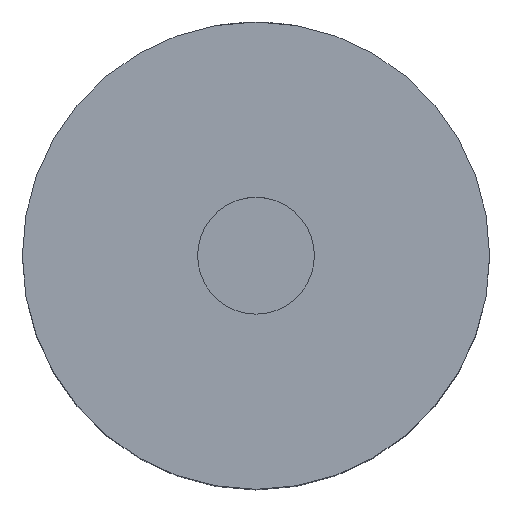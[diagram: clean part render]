
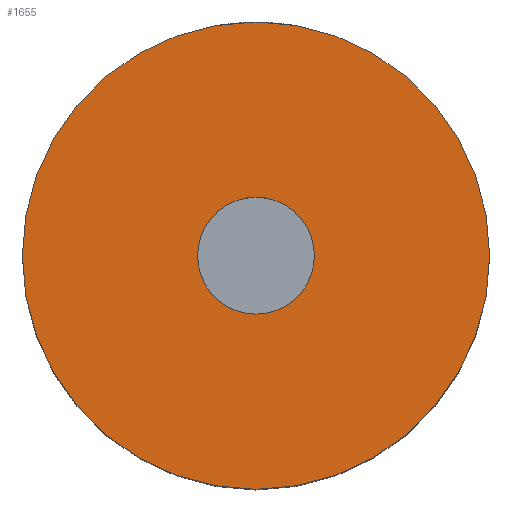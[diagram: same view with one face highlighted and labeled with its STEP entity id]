
A CAD part, top view. The second image highlights one B-rep face of the part: STEP entity #1655.
In plain terms, the highlighted planar face has unit normal (0, 0, 1).
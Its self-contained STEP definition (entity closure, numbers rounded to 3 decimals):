
#272 = CYLINDRICAL_SURFACE('',#273,6.);
#273 = AXIS2_PLACEMENT_3D('',#274,#275,#276);
#274 = CARTESIAN_POINT('',(0.,0.,0.));
#275 = DIRECTION('',(0.,0.,-1.));
#276 = DIRECTION('',(1.,0.,0.));
#324 = VERTEX_POINT('',#325);
#325 = CARTESIAN_POINT('',(6.,0.,10.));
#346 = EDGE_CURVE('',#324,#324,#347,.T.);
#347 = SURFACE_CURVE('',#348,(#353,#360),.PCURVE_S1.);
#348 = CIRCLE('',#349,6.);
#349 = AXIS2_PLACEMENT_3D('',#350,#351,#352);
#350 = CARTESIAN_POINT('',(0.,0.,10.));
#351 = DIRECTION('',(0.,0.,1.));
#352 = DIRECTION('',(1.,0.,0.));
#353 = PCURVE('',#272,#354);
#354 = DEFINITIONAL_REPRESENTATION('',(#355),#359);
#355 = LINE('',#356,#357);
#356 = CARTESIAN_POINT('',(0.,-10.));
#357 = VECTOR('',#358,1.);
#358 = DIRECTION('',(-1.,0.));
#359 = ( GEOMETRIC_REPRESENTATION_CONTEXT(2) 
PARAMETRIC_REPRESENTATION_CONTEXT() REPRESENTATION_CONTEXT('2D SPACE',''
  ) );
#360 = PCURVE('',#361,#366);
#361 = PLANE('',#362);
#362 = AXIS2_PLACEMENT_3D('',#363,#364,#365);
#363 = CARTESIAN_POINT('',(6.,0.,10.));
#364 = DIRECTION('',(0.,0.,-1.));
#365 = DIRECTION('',(-1.,0.,0.));
#366 = DEFINITIONAL_REPRESENTATION('',(#367),#375);
#367 = ( BOUNDED_CURVE() B_SPLINE_CURVE(2,(#368,#369,#370,#371,#372,#373
,#374),.UNSPECIFIED.,.F.,.F.) B_SPLINE_CURVE_WITH_KNOTS((1,2,2,2,2,1),(
    -2.094,0.,2.094,4.189,6.283,
8.378),.UNSPECIFIED.) CURVE() GEOMETRIC_REPRESENTATION_ITEM() 
RATIONAL_B_SPLINE_CURVE((1.,0.5,1.,0.5,1.,0.5,1.)) REPRESENTATION_ITEM(
  '') );
#368 = CARTESIAN_POINT('',(0.,0.));
#369 = CARTESIAN_POINT('',(0.,10.392));
#370 = CARTESIAN_POINT('',(9.,5.196));
#371 = CARTESIAN_POINT('',(18.,0.));
#372 = CARTESIAN_POINT('',(9.,-5.196));
#373 = CARTESIAN_POINT('',(0.,-10.392));
#374 = CARTESIAN_POINT('',(0.,0.));
#375 = ( GEOMETRIC_REPRESENTATION_CONTEXT(2) 
PARAMETRIC_REPRESENTATION_CONTEXT() REPRESENTATION_CONTEXT('2D SPACE',''
  ) );
#1655 = ADVANCED_FACE('',(#1656,#1659),#361,.F.);
#1656 = FACE_BOUND('',#1657,.F.);
#1657 = EDGE_LOOP('',(#1658));
#1658 = ORIENTED_EDGE('',*,*,#346,.F.);
#1659 = FACE_BOUND('',#1660,.F.);
#1660 = EDGE_LOOP('',(#1661));
#1661 = ORIENTED_EDGE('',*,*,#1662,.T.);
#1662 = EDGE_CURVE('',#1663,#1663,#1665,.T.);
#1663 = VERTEX_POINT('',#1664);
#1664 = CARTESIAN_POINT('',(1.5,0.,10.));
#1665 = SURFACE_CURVE('',#1666,(#1671,#1682),.PCURVE_S1.);
#1666 = CIRCLE('',#1667,1.5);
#1667 = AXIS2_PLACEMENT_3D('',#1668,#1669,#1670);
#1668 = CARTESIAN_POINT('',(0.,0.,10.));
#1669 = DIRECTION('',(0.,0.,1.));
#1670 = DIRECTION('',(1.,0.,0.));
#1671 = PCURVE('',#361,#1672);
#1672 = DEFINITIONAL_REPRESENTATION('',(#1673),#1681);
#1673 = ( BOUNDED_CURVE() B_SPLINE_CURVE(2,(#1674,#1675,#1676,#1677,
#1678,#1679,#1680),.UNSPECIFIED.,.T.,.F.) B_SPLINE_CURVE_WITH_KNOTS((1,2
    ,2,2,2,1),(-2.094,0.,2.094,4.189,
6.283,8.378),.UNSPECIFIED.) CURVE() 
GEOMETRIC_REPRESENTATION_ITEM() RATIONAL_B_SPLINE_CURVE((1.,0.5,1.,0.5,
1.,0.5,1.)) REPRESENTATION_ITEM('') );
#1674 = CARTESIAN_POINT('',(4.5,0.));
#1675 = CARTESIAN_POINT('',(4.5,2.598));
#1676 = CARTESIAN_POINT('',(6.75,1.299));
#1677 = CARTESIAN_POINT('',(9.,0.));
#1678 = CARTESIAN_POINT('',(6.75,-1.299));
#1679 = CARTESIAN_POINT('',(4.5,-2.598));
#1680 = CARTESIAN_POINT('',(4.5,0.));
#1681 = ( GEOMETRIC_REPRESENTATION_CONTEXT(2) 
PARAMETRIC_REPRESENTATION_CONTEXT() REPRESENTATION_CONTEXT('2D SPACE',''
  ) );
#1682 = PCURVE('',#1683,#1688);
#1683 = CYLINDRICAL_SURFACE('',#1684,1.5);
#1684 = AXIS2_PLACEMENT_3D('',#1685,#1686,#1687);
#1685 = CARTESIAN_POINT('',(0.,0.,10.));
#1686 = DIRECTION('',(0.,0.,1.));
#1687 = DIRECTION('',(1.,0.,0.));
#1688 = DEFINITIONAL_REPRESENTATION('',(#1689),#1693);
#1689 = LINE('',#1690,#1691);
#1690 = CARTESIAN_POINT('',(0.,0.));
#1691 = VECTOR('',#1692,1.);
#1692 = DIRECTION('',(1.,0.));
#1693 = ( GEOMETRIC_REPRESENTATION_CONTEXT(2) 
PARAMETRIC_REPRESENTATION_CONTEXT() REPRESENTATION_CONTEXT('2D SPACE',''
  ) );
